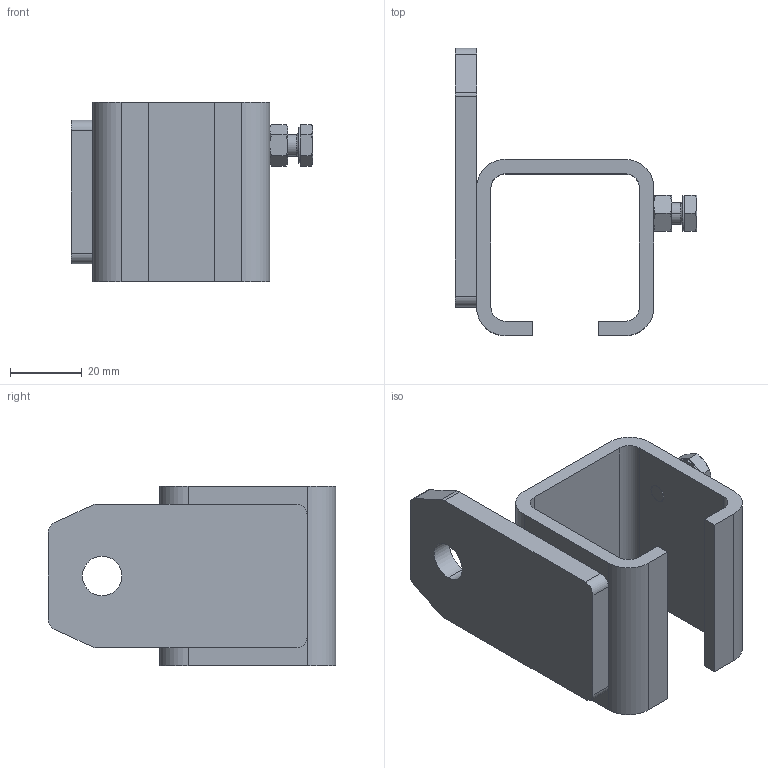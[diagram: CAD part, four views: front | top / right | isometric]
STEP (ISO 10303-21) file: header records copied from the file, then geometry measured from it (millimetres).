
FILE_DESCRIPTION (( 'STEP AP214' ), '1' );
FILE_NAME ('0020639.step', '2022-08-31T12:48:45', ( '' ), ( '' ), 'SwSTEP 2.0', 'SolidWorks 2020', '' );
FILE_SCHEMA (( 'AUTOMOTIVE_DESIGN' ));
Length unit declared in the file: millimetre
Products named in the file (1): 0020639
Bounding box: 67.3 x 80 x 50 mm (x, y, z)
Volume: 47552.1 mm3; surface area: 24640 mm2
Topology: 4 solids, 4 shells, 99 faces, 244 edges, 156 vertices
Faces by surface type: plane 53, cylinder 24, cone 20, bspline 2
Entity records: 3149 total; most frequent: CARTESIAN_POINT 738, ORIENTED_EDGE 488, DIRECTION 480, EDGE_CURVE 244, AXIS2_PLACEMENT_3D 170, VERTEX_POINT 156, VECTOR 140, LINE 140
